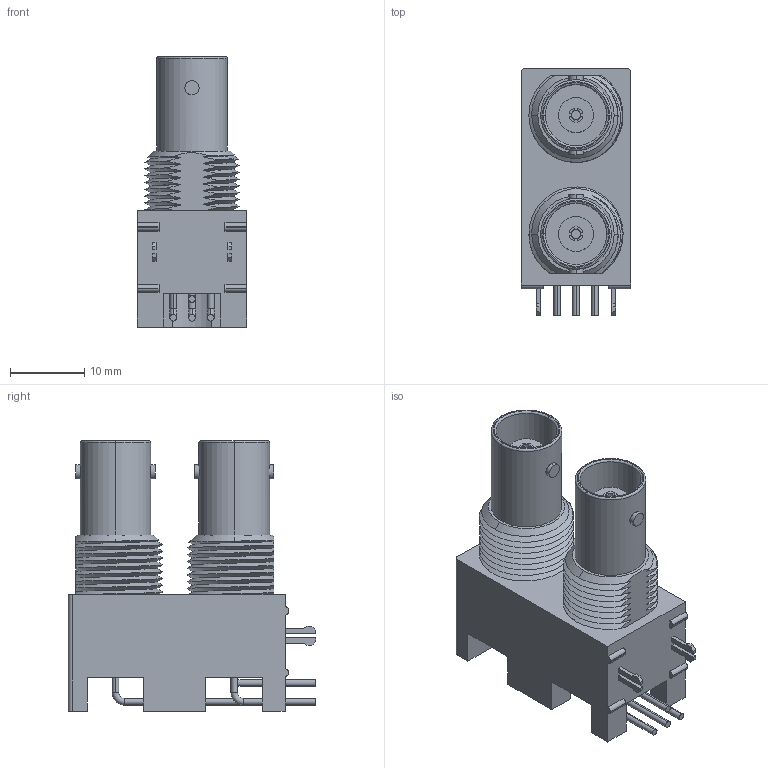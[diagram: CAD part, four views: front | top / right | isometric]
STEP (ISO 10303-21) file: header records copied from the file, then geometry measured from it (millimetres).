
FILE_DESCRIPTION (( 'STEP AP214' ), '1' );
FILE_NAME ('User Library-BNC_RA_DUAL Pomona 6717.STEP', '2019-12-26T10:34:34', ( '' ), ( '' ), 'SwSTEP 2.0', 'SolidWorks 2019', '' );
FILE_SCHEMA (( 'AUTOMOTIVE_DESIGN' ));
Length unit declared in the file: inch
Products named in the file (1): User Library-BNC_RA_DUAL Pomona 6717
Bounding box: 14.76 x 33.32 x 36.45 mm (x, y, z)
Volume: 7774.2 mm3; surface area: 5514.9 mm2
Topology: 2 solids, 2 shells, 288 faces, 756 edges, 497 vertices
Faces by surface type: plane 112, cylinder 109, bspline 37, torus 16, cone 14
Entity records: 22190 total; most frequent: CARTESIAN_POINT 11794, ORIENTED_EDGE 1512, DIRECTION 1226, EDGE_CURVE 756, VERTEX_POINT 497, AXIS2_PLACEMENT_3D 430, VECTOR 366, LINE 366
